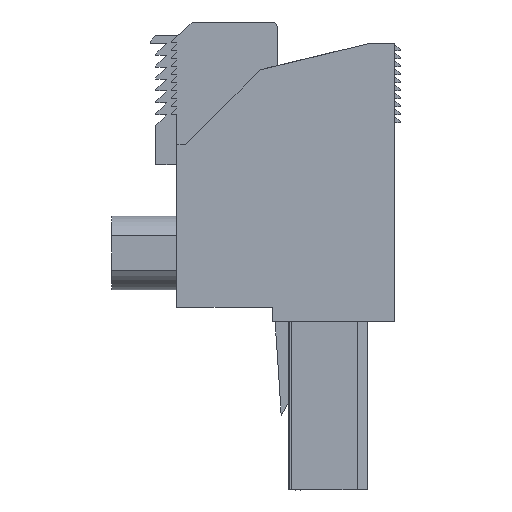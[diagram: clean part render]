
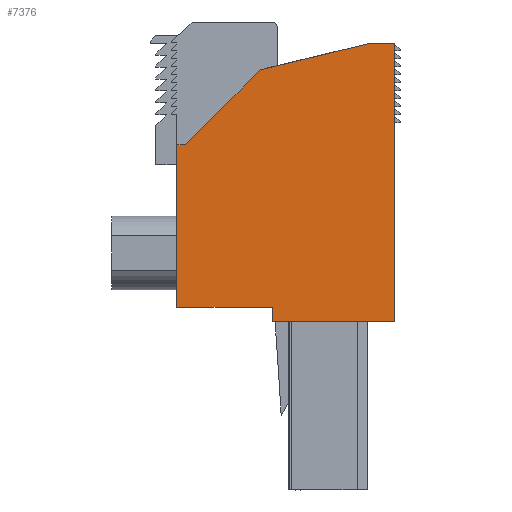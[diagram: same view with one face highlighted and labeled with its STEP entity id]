
A CAD part, left-side view. The second image highlights one B-rep face of the part: STEP entity #7376.
In plain terms, the highlighted planar face has unit normal (-1, 0, 0).
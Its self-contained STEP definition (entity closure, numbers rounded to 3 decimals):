
#7316=AXIS2_PLACEMENT_3D('Plane Axis2P3D',#7313,#7314,#7315) ;
#6471=CARTESIAN_POINT('Vertex',(0.,20.6,16.85)) ;
#6474=CARTESIAN_POINT('Line Origine',(0.,20.6,24.35)) ;
#6478=CARTESIAN_POINT('Vertex',(0.,20.6,31.85)) ;
#7297=CARTESIAN_POINT('Vertex',(0.,11.8,16.85)) ;
#7300=CARTESIAN_POINT('Line Origine',(0.,16.2,16.85)) ;
#7313=CARTESIAN_POINT('Axis2P3D Location',(0.,0.,0.)) ;
#7318=CARTESIAN_POINT('Line Origine',(0.,0.5,28.325)) ;
#7322=CARTESIAN_POINT('Vertex',(0.,0.5,15.5)) ;
#7324=CARTESIAN_POINT('Vertex',(0.,0.5,41.15)) ;
#7327=CARTESIAN_POINT('Line Origine',(0.,1.725,41.15)) ;
#7331=CARTESIAN_POINT('Vertex',(0.,2.95,41.15)) ;
#7334=CARTESIAN_POINT('Line Origine',(0.,7.93,39.945)) ;
#7338=CARTESIAN_POINT('Vertex',(0.,12.909,38.741)) ;
#7341=CARTESIAN_POINT('Line Origine',(0.,16.355,35.295)) ;
#7345=CARTESIAN_POINT('Vertex',(0.,19.8,31.85)) ;
#7348=CARTESIAN_POINT('Line Origine',(0.,20.2,31.85)) ;
#7353=CARTESIAN_POINT('Line Origine',(0.,11.8,16.175)) ;
#7357=CARTESIAN_POINT('Vertex',(0.,11.8,15.5)) ;
#7360=CARTESIAN_POINT('Line Origine',(0.,6.15,15.5)) ;
#6475=DIRECTION('Vector Direction',(0.,0.,-1.)) ;
#7301=DIRECTION('Vector Direction',(0.,-1.,0.)) ;
#7314=DIRECTION('Axis2P3D Direction',(-1.,0.,0.)) ;
#7315=DIRECTION('Axis2P3D XDirection',(0.,0.,1.)) ;
#7319=DIRECTION('Vector Direction',(0.,0.,1.)) ;
#7328=DIRECTION('Vector Direction',(0.,1.,0.)) ;
#7335=DIRECTION('Vector Direction',(0.,0.972,-0.235)) ;
#7342=DIRECTION('Vector Direction',(0.,0.707,-0.707)) ;
#7349=DIRECTION('Vector Direction',(0.,1.,0.)) ;
#7354=DIRECTION('Vector Direction',(0.,0.,-1.)) ;
#7361=DIRECTION('Vector Direction',(0.,-1.,0.)) ;
#6476=VECTOR('Line Direction',#6475,1.) ;
#7302=VECTOR('Line Direction',#7301,1.) ;
#7320=VECTOR('Line Direction',#7319,1.) ;
#7329=VECTOR('Line Direction',#7328,1.) ;
#7336=VECTOR('Line Direction',#7335,1.) ;
#7343=VECTOR('Line Direction',#7342,1.) ;
#7350=VECTOR('Line Direction',#7349,1.) ;
#7355=VECTOR('Line Direction',#7354,1.) ;
#7362=VECTOR('Line Direction',#7361,1.) ;
#7366=ORIENTED_EDGE('',*,*,#7326,.T.) ;
#7367=ORIENTED_EDGE('',*,*,#7333,.T.) ;
#7368=ORIENTED_EDGE('',*,*,#7340,.T.) ;
#7369=ORIENTED_EDGE('',*,*,#7347,.T.) ;
#7370=ORIENTED_EDGE('',*,*,#7352,.T.) ;
#7371=ORIENTED_EDGE('',*,*,#6480,.T.) ;
#7372=ORIENTED_EDGE('',*,*,#7304,.T.) ;
#7373=ORIENTED_EDGE('',*,*,#7359,.T.) ;
#7374=ORIENTED_EDGE('',*,*,#7364,.T.) ;
#7376=ADVANCED_FACE('BODY',(#7375),#7317,.T.) ;
#6480=EDGE_CURVE('',#6479,#6472,#6477,.T.) ;
#7304=EDGE_CURVE('',#6472,#7298,#7303,.T.) ;
#7326=EDGE_CURVE('',#7323,#7325,#7321,.T.) ;
#7333=EDGE_CURVE('',#7325,#7332,#7330,.T.) ;
#7340=EDGE_CURVE('',#7332,#7339,#7337,.T.) ;
#7347=EDGE_CURVE('',#7339,#7346,#7344,.T.) ;
#7352=EDGE_CURVE('',#7346,#6479,#7351,.T.) ;
#7359=EDGE_CURVE('',#7298,#7358,#7356,.T.) ;
#7364=EDGE_CURVE('',#7358,#7323,#7363,.T.) ;
#7365=EDGE_LOOP('',(#7366,#7367,#7368,#7369,#7370,#7371,#7372,#7373,#7374)) ;
#7375=FACE_OUTER_BOUND('',#7365,.T.) ;
#6477=LINE('Line',#6474,#6476) ;
#7303=LINE('Line',#7300,#7302) ;
#7321=LINE('Line',#7318,#7320) ;
#7330=LINE('Line',#7327,#7329) ;
#7337=LINE('Line',#7334,#7336) ;
#7344=LINE('Line',#7341,#7343) ;
#7351=LINE('Line',#7348,#7350) ;
#7356=LINE('Line',#7353,#7355) ;
#7363=LINE('Line',#7360,#7362) ;
#7317=PLANE('',#7316) ;
#6472=VERTEX_POINT('',#6471) ;
#6479=VERTEX_POINT('',#6478) ;
#7298=VERTEX_POINT('',#7297) ;
#7323=VERTEX_POINT('',#7322) ;
#7325=VERTEX_POINT('',#7324) ;
#7332=VERTEX_POINT('',#7331) ;
#7339=VERTEX_POINT('',#7338) ;
#7346=VERTEX_POINT('',#7345) ;
#7358=VERTEX_POINT('',#7357) ;
